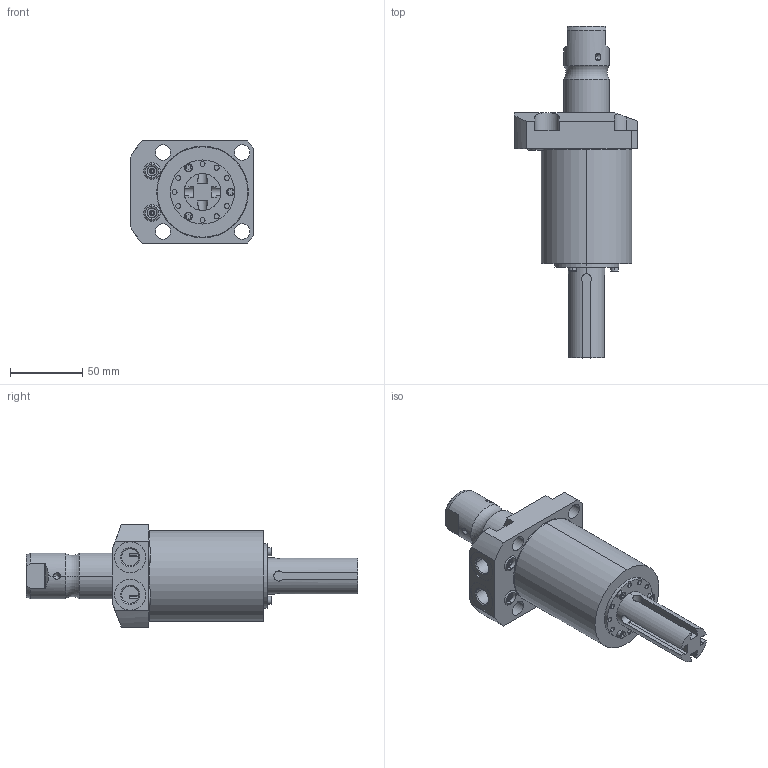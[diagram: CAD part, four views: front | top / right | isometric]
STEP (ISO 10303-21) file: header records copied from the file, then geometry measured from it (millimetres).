
FILE_DESCRIPTION((''),'2;1');
FILE_NAME('ILCM41462222PS','2020-05-22T',('jweaver'),(''),'PRO/ENGINEER BY PARAMETRIC TECHNOLOGY CORPORATION, 2013320','PRO/ENGINEER BY PARAMETRIC TECHNOLOGY CORPORATION, 2013320','');
FILE_SCHEMA(('AUTOMOTIVE_DESIGN { 1 0 10303 214 1 1 1 1 }'));
Length unit declared in the file: millimetre
Products named in the file (1): ILCM41462222PS
Bounding box: 85.5 x 230.25 x 70.87 mm (x, y, z)
Volume: 436590.1 mm3; surface area: 56054.7 mm2
Topology: 3 solids, 17 shells, 278 faces, 666 edges, 434 vertices
Faces by surface type: plane 126, cylinder 114, cone 24, torus 14
Entity records: 8485 total; most frequent: CARTESIAN_POINT 1641, DIRECTION 1456, ORIENTED_EDGE 1288, EDGE_CURVE 658, AXIS2_PLACEMENT_3D 561, VERTEX_POINT 434, VECTOR 334, LINE 334
